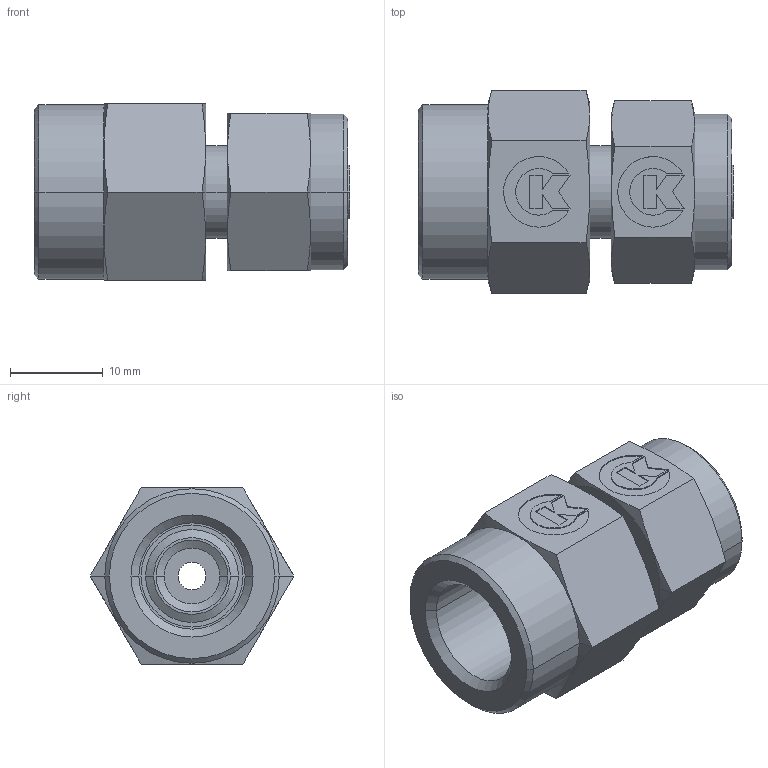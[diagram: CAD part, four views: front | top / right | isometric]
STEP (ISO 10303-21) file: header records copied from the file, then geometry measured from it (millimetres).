
FILE_DESCRIPTION( ( '' ), '1' );
FILE_NAME( '03685062812.stp', '2012-08-14T10:18:39', ( '' ), ( '' ), ' ', ' ', ' ' );
FILE_SCHEMA( ( 'CONFIG_CONTROL_DESIGN' ) );
Length unit declared in the file: millimetre
Products named in the file (2): 1; 2
Bounding box: 34 x 21.94 x 19 mm (x, y, z)
Volume: 7076.3 mm3; surface area: 4732.6 mm2
Topology: 2 solids, 2 shells, 170 faces, 416 edges, 268 vertices
Faces by surface type: plane 86, cone 34, cylinder 34, torus 16
Entity records: 5084 total; most frequent: CARTESIAN_POINT 904, DIRECTION 892, ORIENTED_EDGE 832, EDGE_CURVE 416, AXIS2_PLACEMENT_3D 328, VERTEX_POINT 268, LINE 236, VECTOR 236
